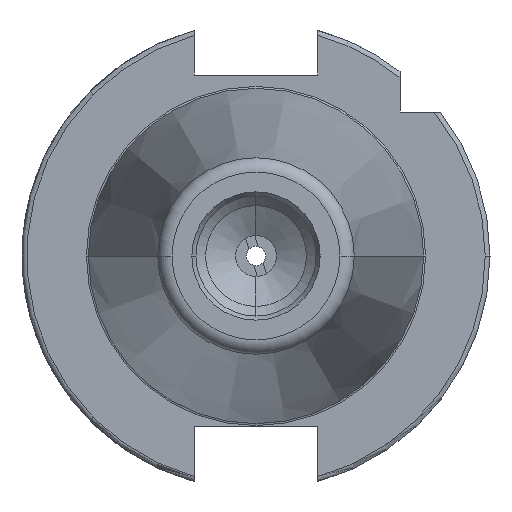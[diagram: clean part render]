
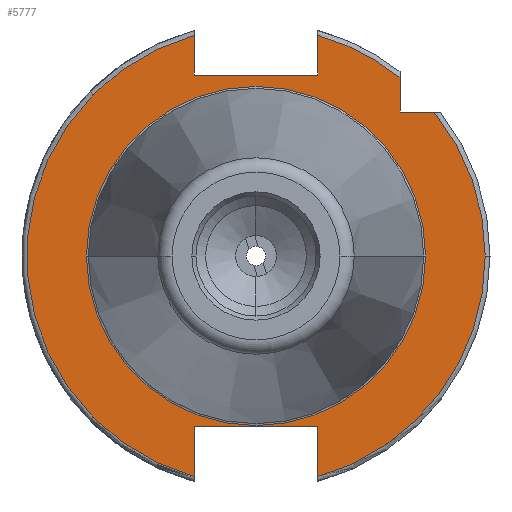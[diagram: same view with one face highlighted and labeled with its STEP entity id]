
A CAD part, left-side view. The second image highlights one B-rep face of the part: STEP entity #5777.
In plain terms, the highlighted face is planar.
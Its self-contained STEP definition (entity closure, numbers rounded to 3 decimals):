
#26 = AXIS2_PLACEMENT_3D ( 'NONE', #3509, #4957, #3922 ) ;
#84 = VECTOR ( 'NONE', #6191, 1000. ) ;
#161 = DIRECTION ( 'NONE',  ( 0., -1., 0. ) ) ;
#548 = CIRCLE ( 'NONE', #6092, 47.75 ) ;
#565 = CARTESIAN_POINT ( 'NONE',  ( -35.5, 12.85, 15.9 ) ) ;
#679 = AXIS2_PLACEMENT_3D ( 'NONE', #5343, #1767, #1263 ) ;
#698 = CARTESIAN_POINT ( 'NONE',  ( 37.7, -12.85, 15.9 ) ) ;
#763 = EDGE_CURVE ( 'NONE', #3420, #6208, #2552, .T. ) ;
#781 = VERTEX_POINT ( 'NONE', #4271 ) ;
#796 = DIRECTION ( 'NONE',  ( 0., -1., 0. ) ) ;
#832 = ORIENTED_EDGE ( 'NONE', *, *, #4582, .F. ) ;
#835 = ORIENTED_EDGE ( 'NONE', *, *, #4679, .F. ) ;
#936 = CIRCLE ( 'NONE', #1667, 35.325 ) ;
#994 = DIRECTION ( 'NONE',  ( 0., -1., 0. ) ) ;
#1055 = VECTOR ( 'NONE', #2598, 1000. ) ;
#1084 = DIRECTION ( 'NONE',  ( 0., -1., 0. ) ) ;
#1194 = ORIENTED_EDGE ( 'NONE', *, *, #2885, .T. ) ;
#1206 = ORIENTED_EDGE ( 'NONE', *, *, #5133, .T. ) ;
#1263 = DIRECTION ( 'NONE',  ( 0., -1., 0. ) ) ;
#1281 = VERTEX_POINT ( 'NONE', #1358 ) ;
#1314 = DIRECTION ( 'NONE',  ( 1., 0., 0. ) ) ;
#1358 = CARTESIAN_POINT ( 'NONE',  ( 45.988, 12.85, 15.9 ) ) ;
#1472 = CARTESIAN_POINT ( 'NONE',  ( 0., 0., 15.9 ) ) ;
#1609 = VERTEX_POINT ( 'NONE', #2126 ) ;
#1622 = DIRECTION ( 'NONE',  ( -1., 0., 0. ) ) ;
#1667 = AXIS2_PLACEMENT_3D ( 'NONE', #5719, #2118, #5182 ) ;
#1754 = VERTEX_POINT ( 'NONE', #3657 ) ;
#1759 = EDGE_CURVE ( 'NONE', #781, #2597, #4174, .T. ) ;
#1767 = DIRECTION ( 'NONE',  ( 0., 0., 1. ) ) ;
#1815 = VERTEX_POINT ( 'NONE', #3277 ) ;
#1835 = DIRECTION ( 'NONE',  ( 0., 0., 1. ) ) ;
#2040 = AXIS2_PLACEMENT_3D ( 'NONE', #6590, #3012, #6071 ) ;
#2114 = CARTESIAN_POINT ( 'NONE',  ( 0., 0., 15.9 ) ) ;
#2118 = DIRECTION ( 'NONE',  ( 0., 0., 1. ) ) ;
#2126 = CARTESIAN_POINT ( 'NONE',  ( 45.988, -12.85, 15.9 ) ) ;
#2176 = CARTESIAN_POINT ( 'NONE',  ( 0., -47.75, 15.9 ) ) ;
#2201 = CARTESIAN_POINT ( 'NONE',  ( 0., 0., 15.9 ) ) ;
#2273 = EDGE_CURVE ( 'NONE', #6201, #1815, #5289, .T. ) ;
#2335 = ORIENTED_EDGE ( 'NONE', *, *, #763, .T. ) ;
#2366 = CARTESIAN_POINT ( 'NONE',  ( 38.426, -30., 15.9 ) ) ;
#2385 = VECTOR ( 'NONE', #2674, 1000. ) ;
#2475 = CARTESIAN_POINT ( 'NONE',  ( 30., -30., 15.9 ) ) ;
#2552 = CIRCLE ( 'NONE', #5525, 47.75 ) ;
#2582 = VECTOR ( 'NONE', #6582, 1000. ) ;
#2597 = VERTEX_POINT ( 'NONE', #3914 ) ;
#2598 = DIRECTION ( 'NONE',  ( 0., -1., 0. ) ) ;
#2674 = DIRECTION ( 'NONE',  ( -1., 0., 0. ) ) ;
#2797 = FACE_OUTER_BOUND ( 'NONE', #5667, .T. ) ;
#2821 = VECTOR ( 'NONE', #1622, 1000. ) ;
#2830 = CIRCLE ( 'NONE', #2040, 47.75 ) ;
#2881 = LINE ( 'NONE', #6207, #5605 ) ;
#2885 = EDGE_CURVE ( 'NONE', #3157, #1609, #4405, .T. ) ;
#3012 = DIRECTION ( 'NONE',  ( 0., 0., 1. ) ) ;
#3157 = VERTEX_POINT ( 'NONE', #5510 ) ;
#3180 = LINE ( 'NONE', #5582, #2582 ) ;
#3277 = CARTESIAN_POINT ( 'NONE',  ( 37.7, -12.85, 15.9 ) ) ;
#3337 = ORIENTED_EDGE ( 'NONE', *, *, #3947, .T. ) ;
#3344 = EDGE_CURVE ( 'NONE', #5524, #5891, #4323, .T. ) ;
#3420 = VERTEX_POINT ( 'NONE', #2176 ) ;
#3509 = CARTESIAN_POINT ( 'NONE',  ( 0., 35.325, 15.9 ) ) ;
#3537 = ORIENTED_EDGE ( 'NONE', *, *, #6525, .T. ) ;
#3546 = CARTESIAN_POINT ( 'NONE',  ( 30., -37.149, 15.9 ) ) ;
#3639 = DIRECTION ( 'NONE',  ( 0., -1., 0. ) ) ;
#3645 = ORIENTED_EDGE ( 'NONE', *, *, #6605, .T. ) ;
#3657 = CARTESIAN_POINT ( 'NONE',  ( 0., 35.325, 15.9 ) ) ;
#3705 = EDGE_CURVE ( 'NONE', #4137, #6208, #2881, .T. ) ;
#3765 = LINE ( 'NONE', #2366, #2385 ) ;
#3798 = EDGE_CURVE ( 'NONE', #3157, #4137, #3765, .T. ) ;
#3914 = CARTESIAN_POINT ( 'NONE',  ( -45.988, -12.85, 15.9 ) ) ;
#3922 = DIRECTION ( 'NONE',  ( 0., 1., 0. ) ) ;
#3947 = EDGE_CURVE ( 'NONE', #1281, #5891, #548, .T. ) ;
#3958 = VECTOR ( 'NONE', #796, 1000. ) ;
#4004 = FACE_BOUND ( 'NONE', #4333, .T. ) ;
#4137 = VERTEX_POINT ( 'NONE', #2475 ) ;
#4174 = LINE ( 'NONE', #5161, #2821 ) ;
#4271 = CARTESIAN_POINT ( 'NONE',  ( -35.5, -12.85, 15.9 ) ) ;
#4309 = CIRCLE ( 'NONE', #679, 35.325 ) ;
#4323 = LINE ( 'NONE', #565, #84 ) ;
#4333 = EDGE_LOOP ( 'NONE', ( #832, #6610 ) ) ;
#4405 = CIRCLE ( 'NONE', #5804, 47.75 ) ;
#4582 = EDGE_CURVE ( 'NONE', #5516, #1754, #4309, .T. ) ;
#4583 = CARTESIAN_POINT ( 'NONE',  ( 0., -35.325, 15.9 ) ) ;
#4679 = EDGE_CURVE ( 'NONE', #1815, #1609, #6544, .T. ) ;
#4866 = ORIENTED_EDGE ( 'NONE', *, *, #3798, .F. ) ;
#4957 = DIRECTION ( 'NONE',  ( 0., 0., -1. ) ) ;
#5026 = ORIENTED_EDGE ( 'NONE', *, *, #2273, .F. ) ;
#5133 = EDGE_CURVE ( 'NONE', #5524, #781, #6504, .T. ) ;
#5161 = CARTESIAN_POINT ( 'NONE',  ( -35.5, -12.85, 15.9 ) ) ;
#5173 = ORIENTED_EDGE ( 'NONE', *, *, #1759, .T. ) ;
#5182 = DIRECTION ( 'NONE',  ( 0., -1., 0. ) ) ;
#5261 = DIRECTION ( 'NONE',  ( 0., 0., 1. ) ) ;
#5289 = LINE ( 'NONE', #6155, #1055 ) ;
#5343 = CARTESIAN_POINT ( 'NONE',  ( 0., 0., 15.9 ) ) ;
#5395 = EDGE_CURVE ( 'NONE', #1754, #5516, #936, .T. ) ;
#5424 = CARTESIAN_POINT ( 'NONE',  ( 37.7, 12.85, 15.9 ) ) ;
#5471 = ORIENTED_EDGE ( 'NONE', *, *, #3705, .F. ) ;
#5510 = CARTESIAN_POINT ( 'NONE',  ( 37.149, -30., 15.9 ) ) ;
#5516 = VERTEX_POINT ( 'NONE', #4583 ) ;
#5524 = VERTEX_POINT ( 'NONE', #6091 ) ;
#5525 = AXIS2_PLACEMENT_3D ( 'NONE', #2114, #6082, #1084 ) ;
#5554 = PLANE ( 'NONE',  #26 ) ;
#5582 = CARTESIAN_POINT ( 'NONE',  ( 37.7, 12.85, 15.9 ) ) ;
#5605 = VECTOR ( 'NONE', #994, 1000. ) ;
#5667 = EDGE_LOOP ( 'NONE', ( #6550, #1206, #5173, #3537, #2335, #5471, #4866, #1194, #835, #5026, #3645, #3337 ) ) ;
#5719 = CARTESIAN_POINT ( 'NONE',  ( 0., 0., 15.9 ) ) ;
#5777 = ADVANCED_FACE ( 'NONE', ( #4004, #2797 ), #5554, .F. ) ;
#5801 = VECTOR ( 'NONE', #1314, 1000. ) ;
#5804 = AXIS2_PLACEMENT_3D ( 'NONE', #2201, #5261, #161 ) ;
#5891 = VERTEX_POINT ( 'NONE', #6559 ) ;
#5936 = CARTESIAN_POINT ( 'NONE',  ( -35.5, 12.85, 15.9 ) ) ;
#6071 = DIRECTION ( 'NONE',  ( 0., -1., 0. ) ) ;
#6082 = DIRECTION ( 'NONE',  ( 0., 0., 1. ) ) ;
#6091 = CARTESIAN_POINT ( 'NONE',  ( -35.5, 12.85, 15.9 ) ) ;
#6092 = AXIS2_PLACEMENT_3D ( 'NONE', #1472, #1835, #3639 ) ;
#6155 = CARTESIAN_POINT ( 'NONE',  ( 37.7, 12.85, 15.9 ) ) ;
#6191 = DIRECTION ( 'NONE',  ( -1., 0., 0. ) ) ;
#6201 = VERTEX_POINT ( 'NONE', #5424 ) ;
#6207 = CARTESIAN_POINT ( 'NONE',  ( 30., -30., 15.9 ) ) ;
#6208 = VERTEX_POINT ( 'NONE', #3546 ) ;
#6504 = LINE ( 'NONE', #5936, #3958 ) ;
#6525 = EDGE_CURVE ( 'NONE', #2597, #3420, #2830, .T. ) ;
#6544 = LINE ( 'NONE', #698, #5801 ) ;
#6550 = ORIENTED_EDGE ( 'NONE', *, *, #3344, .F. ) ;
#6559 = CARTESIAN_POINT ( 'NONE',  ( -45.988, 12.85, 15.9 ) ) ;
#6582 = DIRECTION ( 'NONE',  ( 1., 0., 0. ) ) ;
#6590 = CARTESIAN_POINT ( 'NONE',  ( 0., 0., 15.9 ) ) ;
#6605 = EDGE_CURVE ( 'NONE', #6201, #1281, #3180, .T. ) ;
#6610 = ORIENTED_EDGE ( 'NONE', *, *, #5395, .F. ) ;
